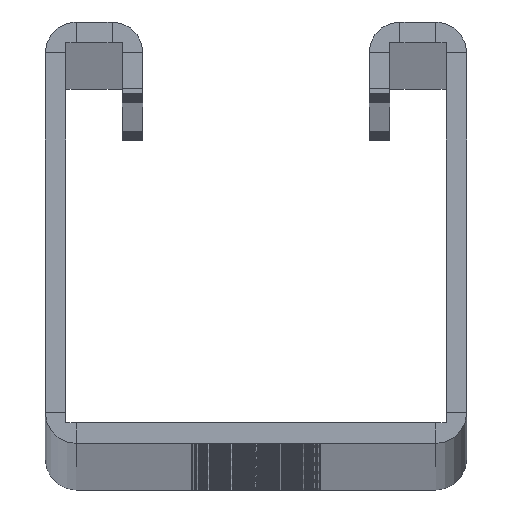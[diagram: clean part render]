
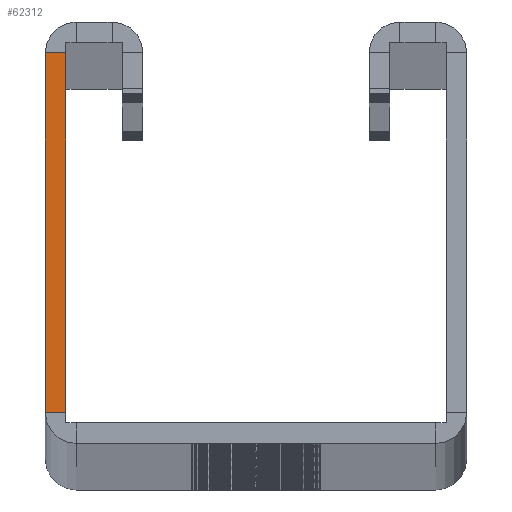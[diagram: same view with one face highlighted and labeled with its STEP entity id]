
A CAD part, top view. The second image highlights one B-rep face of the part: STEP entity #62312.
In plain terms, the highlighted planar face has unit normal (0, 0, 1).
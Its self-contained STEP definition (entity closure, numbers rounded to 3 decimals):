
#963 = VECTOR ( 'NONE', #65579, 1000. ) ;
#1459 = DIRECTION ( 'NONE',  ( 0., 1., 0. ) ) ;
#2047 = VERTEX_POINT ( 'NONE', #3364 ) ;
#3364 = CARTESIAN_POINT ( 'NONE',  ( -20.5, 3., 0. ) ) ;
#3388 = DIRECTION ( 'NONE',  ( 0., 0., 1. ) ) ;
#3464 = EDGE_CURVE ( 'NONE', #2047, #75882, #75194, .T. ) ;
#3801 = ORIENTED_EDGE ( 'NONE', *, *, #61320, .T. ) ;
#4114 = VERTEX_POINT ( 'NONE', #71166 ) ;
#4520 = AXIS2_PLACEMENT_3D ( 'NONE', #32349, #3388, #9248 ) ;
#5681 = CARTESIAN_POINT ( 'NONE',  ( -18.5, 38., 0. ) ) ;
#9248 = DIRECTION ( 'NONE',  ( 1., 0., 0. ) ) ;
#10828 = LINE ( 'NONE', #29884, #35602 ) ;
#11558 = DIRECTION ( 'NONE',  ( -1., 0., 0. ) ) ;
#16542 = ORIENTED_EDGE ( 'NONE', *, *, #28122, .T. ) ;
#17433 = VECTOR ( 'NONE', #11558, 1000. ) ;
#22157 = ORIENTED_EDGE ( 'NONE', *, *, #55706, .T. ) ;
#26197 = LINE ( 'NONE', #48572, #51853 ) ;
#27304 = CARTESIAN_POINT ( 'NONE',  ( -20.5, 38., 0. ) ) ;
#27476 = LINE ( 'NONE', #5681, #17433 ) ;
#28122 = EDGE_CURVE ( 'NONE', #4114, #75882, #27476, .T. ) ;
#29884 = CARTESIAN_POINT ( 'NONE',  ( -20.5, 3., 0. ) ) ;
#31481 = CARTESIAN_POINT ( 'NONE',  ( -18.5, 3., 0. ) ) ;
#32349 = CARTESIAN_POINT ( 'NONE',  ( -17.5, 2., 0. ) ) ;
#35602 = VECTOR ( 'NONE', #45991, 1000. ) ;
#43821 = PLANE ( 'NONE',  #4520 ) ;
#45991 = DIRECTION ( 'NONE',  ( 1., 0., 0. ) ) ;
#48572 = CARTESIAN_POINT ( 'NONE',  ( -18.5, 0., 0. ) ) ;
#48877 = EDGE_LOOP ( 'NONE', ( #66757, #22157, #3801, #16542 ) ) ;
#51853 = VECTOR ( 'NONE', #1459, 1000. ) ;
#55315 = VERTEX_POINT ( 'NONE', #31481 ) ;
#55706 = EDGE_CURVE ( 'NONE', #2047, #55315, #10828, .T. ) ;
#61320 = EDGE_CURVE ( 'NONE', #55315, #4114, #26197, .T. ) ;
#62312 = ADVANCED_FACE ( 'NONE', ( #65362 ), #43821, .T. ) ;
#64832 = CARTESIAN_POINT ( 'NONE',  ( -20.5, 0., 0. ) ) ;
#65362 = FACE_OUTER_BOUND ( 'NONE', #48877, .T. ) ;
#65579 = DIRECTION ( 'NONE',  ( 0., 1., 0. ) ) ;
#66757 = ORIENTED_EDGE ( 'NONE', *, *, #3464, .F. ) ;
#71166 = CARTESIAN_POINT ( 'NONE',  ( -18.5, 38., 0. ) ) ;
#75194 = LINE ( 'NONE', #64832, #963 ) ;
#75882 = VERTEX_POINT ( 'NONE', #27304 ) ;
